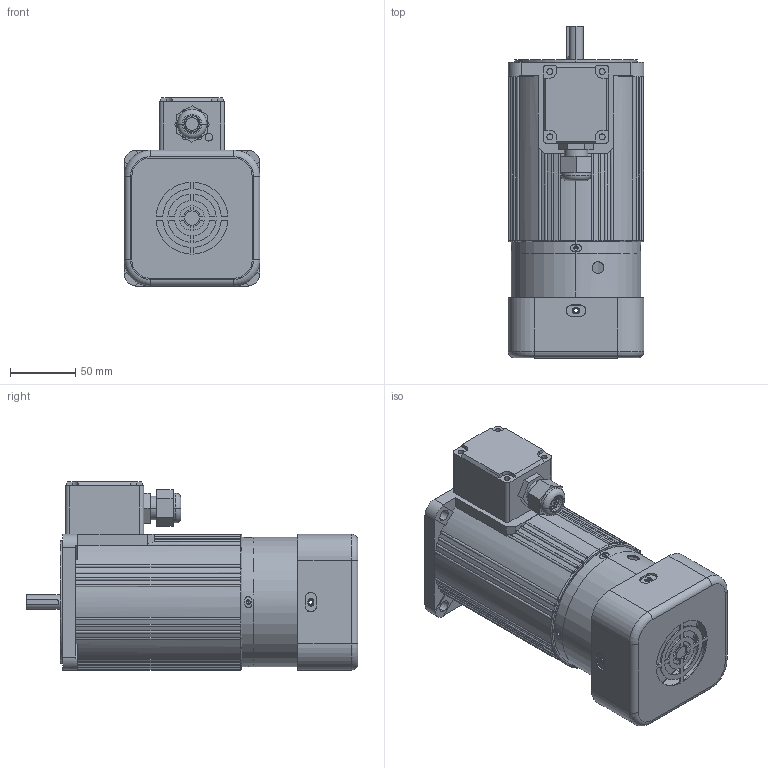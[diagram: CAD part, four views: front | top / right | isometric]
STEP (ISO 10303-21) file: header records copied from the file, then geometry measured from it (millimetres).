
FILE_DESCRIPTION (( 'STEP AP203' ), '1' );
FILE_NAME ('6IK120-250(R)GA1-MFT.STEP', '2020-01-10T05:32:37', ( 'Sky123.Org' ), ( 'Sky123.Org' ), 'SwSTEP 2.0', 'SolidWorks 2014', '' );
FILE_SCHEMA (( 'CONFIG_CONTROL_DESIGN' ));
Length unit declared in the file: millimetre
Products named in the file (9): 微型减速机接线盒装配体; 6IK120-250(R)GA1-MFT; 6IK120-250GA1; 100瑞欶; 价陬欶; 峚倰萇儂諉盄碟02; NPT1-2萇擢芛; NPT1-2つ踡芛; NPT1-2萇擢芛蚾饜极
Assembly tree (8 placements, depth 4):
  6IK120-250(R)GA1-MFT
    6IK120-250GA1
    100瑞欶
    价陬欶
    微型减速机接线盒装配体
      峚倰萇儂諉盄碟02
      NPT1-2萇擢芛蚾饜极
        NPT1-2萇擢芛
        NPT1-2つ踡芛
Bounding box: 104 x 254 x 144 mm (x, y, z)
Volume: 1383200.8 mm3; surface area: 213259.7 mm2
Topology: 6 solids, 6 shells, 768 faces, 2033 edges, 1297 vertices
Faces by surface type: plane 307, cylinder 276, torus 128, cone 57
Entity records: 27034 total; most frequent: CARTESIAN_POINT 6577, DIRECTION 4256, ORIENTED_EDGE 4046, EDGE_CURVE 2023, AXIS2_PLACEMENT_3D 1666, VERTEX_POINT 1297, LINE 924, VECTOR 924
